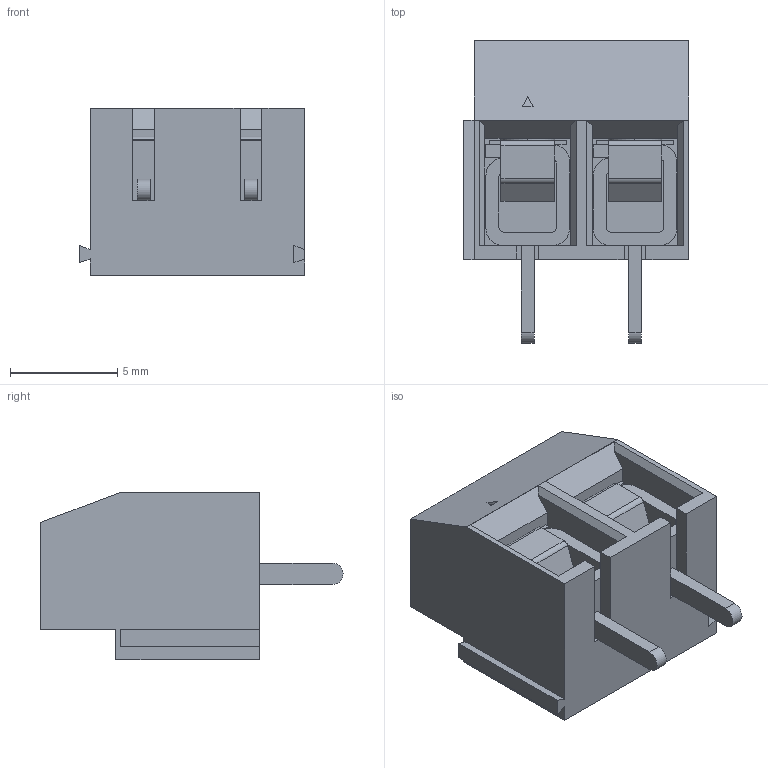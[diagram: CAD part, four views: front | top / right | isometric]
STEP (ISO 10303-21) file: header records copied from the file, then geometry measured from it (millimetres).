
FILE_DESCRIPTION (( 'STEP AP214' ), '1' );
FILE_NAME ('DG126-5.0-02P-12-00AH.STEP', '2021-01-19T16:39:48', ( '' ), ( '' ), 'SwSTEP 2.0', 'SolidWorks 2020', '' );
FILE_SCHEMA (( 'AUTOMOTIVE_DESIGN' ));
Length unit declared in the file: millimetre
Products named in the file (1): DG126-5.0-02P-12-00AH
Bounding box: 10.5 x 14.1 x 7.8 mm (x, y, z)
Volume: 564.6 mm3; surface area: 1105.8 mm2
Topology: 1 solids, 1 shells, 454 faces, 1234 edges, 810 vertices
Faces by surface type: plane 259, bspline 131, cylinder 46, torus 14, cone 4
Entity records: 25428 total; most frequent: CARTESIAN_POINT 10486, ORIENTED_EDGE 2468, DIRECTION 1710, EDGE_CURVE 1234, LINE 818, VECTOR 818, VERTEX_POINT 810, EDGE_LOOP 490
